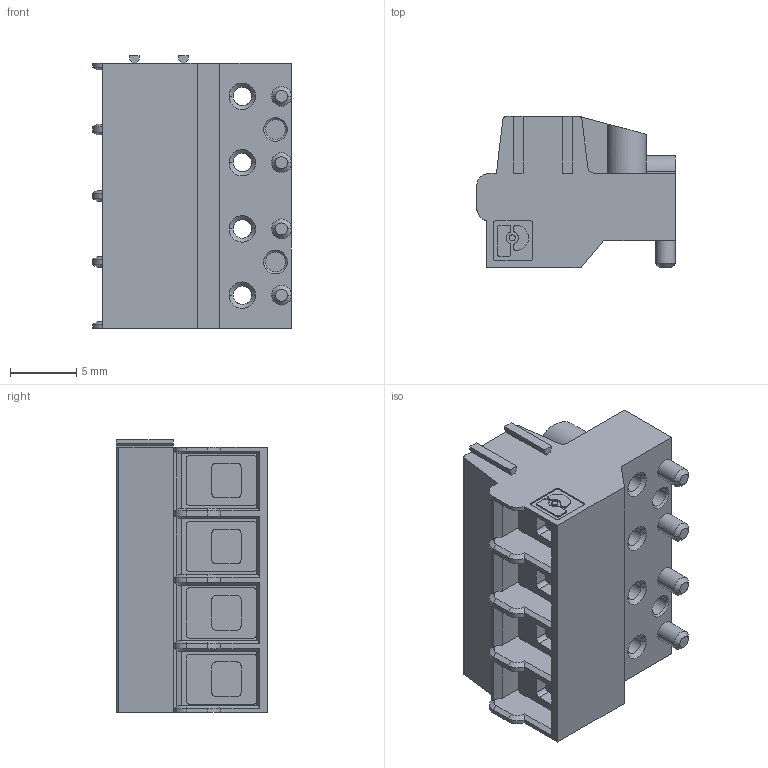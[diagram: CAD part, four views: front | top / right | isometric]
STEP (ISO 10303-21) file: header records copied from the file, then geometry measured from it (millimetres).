
FILE_DESCRIPTION(('STEP AP242'),'1');
FILE_NAME('1934887.stp','2024-03-07T20:32:53',('TraceParts'),('TraceParts S.A.'),'Spatial InterOp 3D',' ',' ');
FILE_SCHEMA(('AP242_MANAGED_MODEL_BASED_3D_ENGINEERING_MIM_LF {1 0 10303 442 1 1 4}'));
Length unit declared in the file: millimetre
Products named in the file (1): 1934887
Bounding box: 15 x 11.4 x 20.57 mm (x, y, z)
Volume: 2109.3 mm3; surface area: 2278.6 mm2
Topology: 1 solids, 1 shells, 469 faces, 1289 edges, 834 vertices
Faces by surface type: plane 260, cylinder 145, cone 56, torus 8
Entity records: 20189 total; most frequent: CARTESIAN_POINT 4237, ORIENTED_EDGE 2578, DIRECTION 2571, EDGE_CURVE 1289, AXIS2_PLACEMENT_3D 876, VERTEX_POINT 834, LINE 819, VECTOR 819
